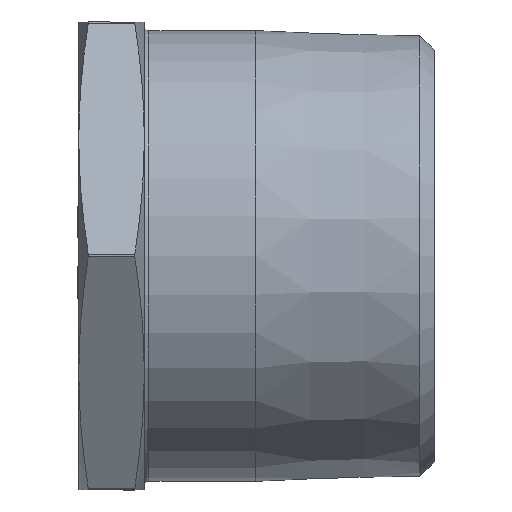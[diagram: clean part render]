
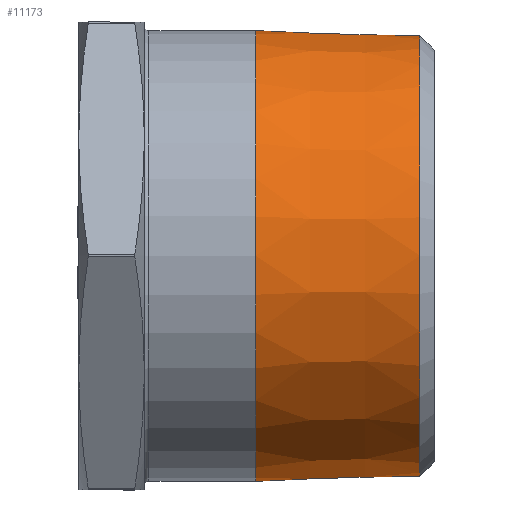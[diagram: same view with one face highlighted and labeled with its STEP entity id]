
A CAD part, top view. The second image highlights one B-rep face of the part: STEP entity #11173.
In plain terms, the highlighted conical face has half-angle 1.79 degrees and reference radius 23.901 mm.
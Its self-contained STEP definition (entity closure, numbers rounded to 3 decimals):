
#266 = EDGE_CURVE ( 'NONE', #325, #325, #11409, .T. ) ;
#300 = CARTESIAN_POINT ( 'NONE',  ( -0.05, 18.95, -24.102 ) ) ;
#309 = CARTESIAN_POINT ( 'NONE',  ( 17.523, 18.95, 23.552 ) ) ;
#316 = VERTEX_POINT ( 'NONE', #309 ) ;
#325 = VERTEX_POINT ( 'NONE', #300 ) ;
#3368 = EDGE_LOOP ( 'NONE', ( #10264 ) ) ;
#3426 = EDGE_LOOP ( 'NONE', ( #10261 ) ) ;
#5146 = DIRECTION ( 'NONE',  ( 0., 0., 1. ) ) ;
#5167 = DIRECTION ( 'NONE',  ( -1., 0., 0. ) ) ;
#5175 = CARTESIAN_POINT ( 'NONE',  ( 17.523, 18.95, 0. ) ) ;
#5825 = FACE_BOUND ( 'NONE', #3426, .T. ) ;
#5853 = CARTESIAN_POINT ( 'NONE',  ( 6.35, 18.95, 0. ) ) ;
#5862 = FACE_OUTER_BOUND ( 'NONE', #3368, .T. ) ;
#5870 = DIRECTION ( 'NONE',  ( -1., 0., 0. ) ) ;
#5890 = DIRECTION ( 'NONE',  ( 0., 0., -1. ) ) ;
#10261 = ORIENTED_EDGE ( 'NONE', *, *, #13023, .T. ) ;
#10264 = ORIENTED_EDGE ( 'NONE', *, *, #266, .F. ) ;
#10689 = CIRCLE ( 'NONE', #10739, 23.552 ) ;
#10739 = AXIS2_PLACEMENT_3D ( 'NONE', #5175, #5167, #5146 ) ;
#11173 = ADVANCED_FACE ( 'NONE', ( #5825, #5862 ), #12628, .T. ) ;
#11409 = CIRCLE ( 'NONE', #11420, 24.102 ) ;
#11420 = AXIS2_PLACEMENT_3D ( 'NONE', #11846, #11822, #11810 ) ;
#11810 = DIRECTION ( 'NONE',  ( 0., 0., -1. ) ) ;
#11822 = DIRECTION ( 'NONE',  ( -1., 0., 0. ) ) ;
#11846 = CARTESIAN_POINT ( 'NONE',  ( -0.05, 18.95, 0. ) ) ;
#12611 = AXIS2_PLACEMENT_3D ( 'NONE', #5853, #5870, #5890 ) ;
#12628 = CONICAL_SURFACE ( 'NONE', #12611, 23.901, 0.031 ) ;
#13023 = EDGE_CURVE ( 'NONE', #316, #316, #10689, .T. ) ;
